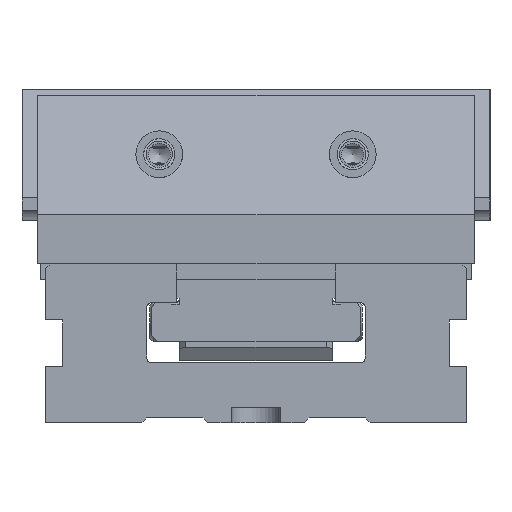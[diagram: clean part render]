
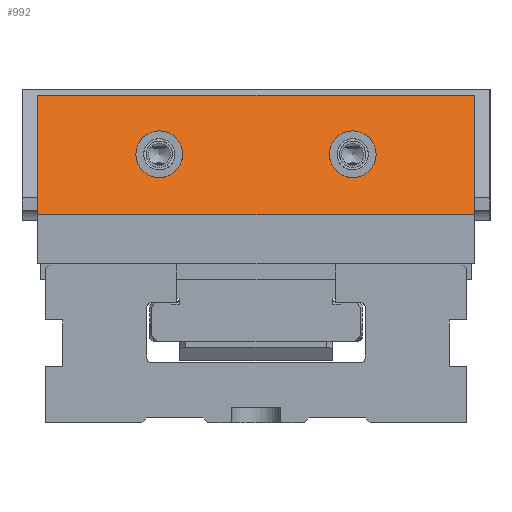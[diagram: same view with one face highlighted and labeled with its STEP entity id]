
A CAD part, left-side view. The second image highlights one B-rep face of the part: STEP entity #992.
In plain terms, the highlighted planar face has unit normal (-0.924, 0, 0.383).
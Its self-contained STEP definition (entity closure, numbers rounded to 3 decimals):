
#381=FACE_BOUND('',#2061,.T.);
#382=FACE_BOUND('',#2062,.T.);
#383=FACE_BOUND('',#2063,.T.);
#992=ADVANCED_FACE('',(#381,#382,#383),#1429,.F.);
#1429=PLANE('',#8096);
#2061=EDGE_LOOP('',(#3074,#3075,#3076,#3077));
#2062=EDGE_LOOP('',(#3078));
#2063=EDGE_LOOP('',(#3079));
#2601=ELLIPSE('',#8088,8.118,7.5);
#2602=ELLIPSE('',#8094,8.118,7.5);
#3074=ORIENTED_EDGE('',*,*,#5662,.F.);
#3075=ORIENTED_EDGE('',*,*,#5652,.F.);
#3076=ORIENTED_EDGE('',*,*,#5675,.F.);
#3077=ORIENTED_EDGE('',*,*,#5681,.F.);
#3078=ORIENTED_EDGE('',*,*,#5700,.T.);
#3079=ORIENTED_EDGE('',*,*,#5703,.F.);
#4844=VERTEX_POINT('',#11247);
#4845=VERTEX_POINT('',#11249);
#4854=VERTEX_POINT('',#11269);
#4863=VERTEX_POINT('',#11291);
#4878=VERTEX_POINT('',#11343);
#4881=VERTEX_POINT('',#11352);
#5652=EDGE_CURVE('',#4844,#4845,#6640,.T.);
#5662=EDGE_CURVE('',#4845,#4854,#6649,.T.);
#5675=EDGE_CURVE('',#4863,#4844,#6661,.T.);
#5681=EDGE_CURVE('',#4854,#4863,#6667,.T.);
#5700=EDGE_CURVE('',#4878,#4878,#2601,.T.);
#5703=EDGE_CURVE('',#4881,#4881,#2602,.T.);
#6640=LINE('',#11248,#7361);
#6649=LINE('',#11268,#7370);
#6661=LINE('',#11292,#7382);
#6667=LINE('',#11303,#7388);
#7361=VECTOR('',#9048,1.);
#7370=VECTOR('',#9061,1.);
#7382=VECTOR('',#9077,1.);
#7388=VECTOR('',#9087,1.);
#8088=AXIS2_PLACEMENT_3D('',#11342,#9134,#9135);
#8094=AXIS2_PLACEMENT_3D('',#11351,#9146,#9147);
#8096=AXIS2_PLACEMENT_3D('',#11354,#9150,#9151);
#9048=DIRECTION('',(0.,-1.,0.));
#9061=DIRECTION('',(-0.383,0.,-0.924));
#9077=DIRECTION('',(0.383,0.,0.924));
#9087=DIRECTION('',(0.,1.,0.));
#9134=DIRECTION('',(0.924,0.,-0.383));
#9135=DIRECTION('',(0.383,0.,0.924));
#9146=DIRECTION('',(-0.924,0.,0.383));
#9147=DIRECTION('',(0.383,0.,0.924));
#9150=DIRECTION('',(0.924,0.,-0.383));
#9151=DIRECTION('',(-0.383,0.,-0.924));
#11247=CARTESIAN_POINT('',(-56.177,164.796,105.2));
#11248=CARTESIAN_POINT('',(-56.177,94.796,105.2));
#11249=CARTESIAN_POINT('',(-56.177,24.796,105.2));
#11268=CARTESIAN_POINT('',(-63.561,24.796,87.373));
#11269=CARTESIAN_POINT('',(-72.,24.796,67.));
#11291=CARTESIAN_POINT('',(-72.,164.796,67.));
#11292=CARTESIAN_POINT('',(-63.561,164.796,87.373));
#11303=CARTESIAN_POINT('',(-72.,94.796,67.));
#11342=CARTESIAN_POINT('',(-64.006,63.796,86.3));
#11343=CARTESIAN_POINT('',(-60.899,63.796,93.8));
#11351=CARTESIAN_POINT('',(-64.006,125.796,86.3));
#11352=CARTESIAN_POINT('',(-60.899,125.796,93.8));
#11354=CARTESIAN_POINT('',(-72.,94.796,67.));
